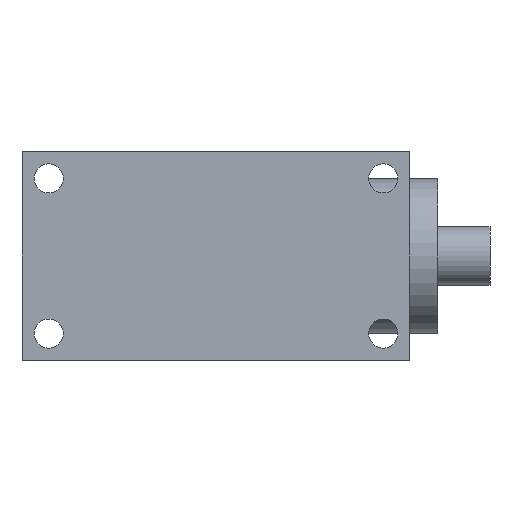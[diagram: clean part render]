
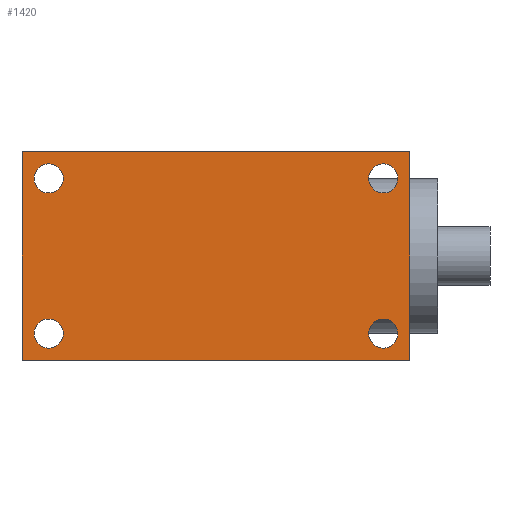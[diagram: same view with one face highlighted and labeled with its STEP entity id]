
A CAD part, front view. The second image highlights one B-rep face of the part: STEP entity #1420.
In plain terms, the highlighted planar face has unit normal (0, -1, 0).
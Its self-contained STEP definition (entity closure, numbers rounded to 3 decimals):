
#87 = VERTEX_POINT ( 'NONE', #1308 ) ;
#165 = CARTESIAN_POINT ( 'NONE',  ( -80., -19., -43. ) ) ;
#224 = VERTEX_POINT ( 'NONE', #1728 ) ;
#239 = EDGE_CURVE ( 'NONE', #1684, #3524, #749, .T. ) ;
#250 = ORIENTED_EDGE ( 'NONE', *, *, #1381, .T. ) ;
#319 = VERTEX_POINT ( 'NONE', #518 ) ;
#366 = CARTESIAN_POINT ( 'NONE',  ( 69., -19., -32. ) ) ;
#430 = LINE ( 'NONE', #2517, #4199 ) ;
#469 = DIRECTION ( 'NONE',  ( 0., 1., 0. ) ) ;
#518 = CARTESIAN_POINT ( 'NONE',  ( -69., -19., -26. ) ) ;
#536 = CARTESIAN_POINT ( 'NONE',  ( 80., -19., -43. ) ) ;
#588 = DIRECTION ( 'NONE',  ( 0., 1., 0. ) ) ;
#615 = LINE ( 'NONE', #4466, #3672 ) ;
#702 = ORIENTED_EDGE ( 'NONE', *, *, #2783, .F. ) ;
#749 = LINE ( 'NONE', #2163, #2168 ) ;
#752 = CIRCLE ( 'NONE', #3339, 6. ) ;
#756 = DIRECTION ( 'NONE',  ( 0., 1., 0. ) ) ;
#776 = PLANE ( 'NONE',  #4482 ) ;
#840 = ORIENTED_EDGE ( 'NONE', *, *, #1670, .T. ) ;
#861 = DIRECTION ( 'NONE',  ( 0., 1., 0. ) ) ;
#926 = CIRCLE ( 'NONE', #2996, 6. ) ;
#1030 = CIRCLE ( 'NONE', #3536, 6. ) ;
#1085 = CARTESIAN_POINT ( 'NONE',  ( 69., -19., 32. ) ) ;
#1107 = DIRECTION ( 'NONE',  ( 0., 0., 1. ) ) ;
#1138 = CARTESIAN_POINT ( 'NONE',  ( 69., -19., 26. ) ) ;
#1147 = FACE_BOUND ( 'NONE', #1528, .T. ) ;
#1300 = VECTOR ( 'NONE', #4508, 1000. ) ;
#1305 = EDGE_CURVE ( 'NONE', #4138, #3688, #430, .T. ) ;
#1308 = CARTESIAN_POINT ( 'NONE',  ( -69., -19., 26. ) ) ;
#1370 = ORIENTED_EDGE ( 'NONE', *, *, #2270, .T. ) ;
#1375 = AXIS2_PLACEMENT_3D ( 'NONE', #4337, #469, #2233 ) ;
#1381 = EDGE_CURVE ( 'NONE', #1803, #4568, #2037, .T. ) ;
#1420 = ADVANCED_FACE ( 'NONE', ( #3229, #2538, #1147, #3949, #3164 ), #776, .F. ) ;
#1431 = DIRECTION ( 'NONE',  ( -1., 0., 0. ) ) ;
#1465 = EDGE_CURVE ( 'NONE', #2288, #2361, #3662, .T. ) ;
#1528 = EDGE_LOOP ( 'NONE', ( #1370, #2112 ) ) ;
#1550 = EDGE_LOOP ( 'NONE', ( #250, #1938 ) ) ;
#1602 = EDGE_LOOP ( 'NONE', ( #1685, #2930 ) ) ;
#1646 = EDGE_CURVE ( 'NONE', #4568, #1803, #926, .T. ) ;
#1670 = EDGE_CURVE ( 'NONE', #1684, #4138, #3480, .T. ) ;
#1671 = AXIS2_PLACEMENT_3D ( 'NONE', #4040, #4443, #3324 ) ;
#1682 = CARTESIAN_POINT ( 'NONE',  ( -80., -19., 43. ) ) ;
#1684 = VERTEX_POINT ( 'NONE', #3457 ) ;
#1685 = ORIENTED_EDGE ( 'NONE', *, *, #4104, .T. ) ;
#1728 = CARTESIAN_POINT ( 'NONE',  ( -69., -19., 38. ) ) ;
#1770 = AXIS2_PLACEMENT_3D ( 'NONE', #2257, #861, #3751 ) ;
#1774 = CARTESIAN_POINT ( 'NONE',  ( 80., -19., 43. ) ) ;
#1803 = VERTEX_POINT ( 'NONE', #2514 ) ;
#1815 = DIRECTION ( 'NONE',  ( 1., 0., 0. ) ) ;
#1900 = CARTESIAN_POINT ( 'NONE',  ( -69., -19., -32. ) ) ;
#1926 = DIRECTION ( 'NONE',  ( 0., 0., -1. ) ) ;
#1938 = ORIENTED_EDGE ( 'NONE', *, *, #1646, .T. ) ;
#1988 = CIRCLE ( 'NONE', #1770, 6. ) ;
#2005 = CARTESIAN_POINT ( 'NONE',  ( 69., -19., -32. ) ) ;
#2037 = CIRCLE ( 'NONE', #3734, 6. ) ;
#2112 = ORIENTED_EDGE ( 'NONE', *, *, #2967, .T. ) ;
#2163 = CARTESIAN_POINT ( 'NONE',  ( -80., -19., 43. ) ) ;
#2168 = VECTOR ( 'NONE', #1815, 1000. ) ;
#2233 = DIRECTION ( 'NONE',  ( 0., 0., -1. ) ) ;
#2257 = CARTESIAN_POINT ( 'NONE',  ( -69., -19., -32. ) ) ;
#2270 = EDGE_CURVE ( 'NONE', #224, #87, #4330, .T. ) ;
#2288 = VERTEX_POINT ( 'NONE', #2942 ) ;
#2358 = DIRECTION ( 'NONE',  ( 0., 0., -1. ) ) ;
#2361 = VERTEX_POINT ( 'NONE', #1138 ) ;
#2395 = DIRECTION ( 'NONE',  ( 0., 0., -1. ) ) ;
#2514 = CARTESIAN_POINT ( 'NONE',  ( 69., -19., -26. ) ) ;
#2517 = CARTESIAN_POINT ( 'NONE',  ( -80., -19., -43. ) ) ;
#2538 = FACE_BOUND ( 'NONE', #3392, .T. ) ;
#2556 = EDGE_LOOP ( 'NONE', ( #3738, #702, #2661, #840 ) ) ;
#2559 = DIRECTION ( 'NONE',  ( 0., 1., 0. ) ) ;
#2606 = EDGE_CURVE ( 'NONE', #2361, #2288, #3085, .T. ) ;
#2661 = ORIENTED_EDGE ( 'NONE', *, *, #239, .F. ) ;
#2783 = EDGE_CURVE ( 'NONE', #3524, #3688, #615, .T. ) ;
#2861 = DIRECTION ( 'NONE',  ( 0., 0., -1. ) ) ;
#2869 = DIRECTION ( 'NONE',  ( 0., 1., 0. ) ) ;
#2930 = ORIENTED_EDGE ( 'NONE', *, *, #3716, .T. ) ;
#2932 = ORIENTED_EDGE ( 'NONE', *, *, #2606, .T. ) ;
#2942 = CARTESIAN_POINT ( 'NONE',  ( 69., -19., 38. ) ) ;
#2967 = EDGE_CURVE ( 'NONE', #87, #224, #752, .T. ) ;
#2978 = CARTESIAN_POINT ( 'NONE',  ( -69., -19., -38. ) ) ;
#2996 = AXIS2_PLACEMENT_3D ( 'NONE', #2005, #588, #2395 ) ;
#3085 = CIRCLE ( 'NONE', #4272, 6. ) ;
#3164 = FACE_OUTER_BOUND ( 'NONE', #2556, .T. ) ;
#3229 = FACE_BOUND ( 'NONE', #1550, .T. ) ;
#3310 = DIRECTION ( 'NONE',  ( 0., 0., 1. ) ) ;
#3324 = DIRECTION ( 'NONE',  ( 0., 0., 1. ) ) ;
#3339 = AXIS2_PLACEMENT_3D ( 'NONE', #3938, #4336, #1926 ) ;
#3373 = DIRECTION ( 'NONE',  ( 0., 1., 0. ) ) ;
#3392 = EDGE_LOOP ( 'NONE', ( #3948, #2932 ) ) ;
#3457 = CARTESIAN_POINT ( 'NONE',  ( -80., -19., 43. ) ) ;
#3480 = LINE ( 'NONE', #1682, #1300 ) ;
#3524 = VERTEX_POINT ( 'NONE', #1774 ) ;
#3536 = AXIS2_PLACEMENT_3D ( 'NONE', #1900, #3373, #3310 ) ;
#3596 = CARTESIAN_POINT ( 'NONE',  ( -80., -19., 43. ) ) ;
#3650 = CARTESIAN_POINT ( 'NONE',  ( 69., -19., -38. ) ) ;
#3662 = CIRCLE ( 'NONE', #1671, 6. ) ;
#3672 = VECTOR ( 'NONE', #2358, 1000. ) ;
#3688 = VERTEX_POINT ( 'NONE', #536 ) ;
#3716 = EDGE_CURVE ( 'NONE', #4537, #319, #1988, .T. ) ;
#3734 = AXIS2_PLACEMENT_3D ( 'NONE', #366, #756, #2861 ) ;
#3738 = ORIENTED_EDGE ( 'NONE', *, *, #1305, .T. ) ;
#3751 = DIRECTION ( 'NONE',  ( 0., 0., 1. ) ) ;
#3924 = DIRECTION ( 'NONE',  ( 1., 0., 0. ) ) ;
#3938 = CARTESIAN_POINT ( 'NONE',  ( -69., -19., 32. ) ) ;
#3948 = ORIENTED_EDGE ( 'NONE', *, *, #1465, .T. ) ;
#3949 = FACE_BOUND ( 'NONE', #1602, .T. ) ;
#4040 = CARTESIAN_POINT ( 'NONE',  ( 69., -19., 32. ) ) ;
#4104 = EDGE_CURVE ( 'NONE', #319, #4537, #1030, .T. ) ;
#4138 = VERTEX_POINT ( 'NONE', #165 ) ;
#4199 = VECTOR ( 'NONE', #3924, 1000. ) ;
#4272 = AXIS2_PLACEMENT_3D ( 'NONE', #1085, #2869, #1107 ) ;
#4330 = CIRCLE ( 'NONE', #1375, 6. ) ;
#4336 = DIRECTION ( 'NONE',  ( 0., 1., 0. ) ) ;
#4337 = CARTESIAN_POINT ( 'NONE',  ( -69., -19., 32. ) ) ;
#4443 = DIRECTION ( 'NONE',  ( 0., 1., 0. ) ) ;
#4466 = CARTESIAN_POINT ( 'NONE',  ( 80., -19., 43. ) ) ;
#4482 = AXIS2_PLACEMENT_3D ( 'NONE', #3596, #2559, #1431 ) ;
#4508 = DIRECTION ( 'NONE',  ( 0., 0., -1. ) ) ;
#4537 = VERTEX_POINT ( 'NONE', #2978 ) ;
#4568 = VERTEX_POINT ( 'NONE', #3650 ) ;
